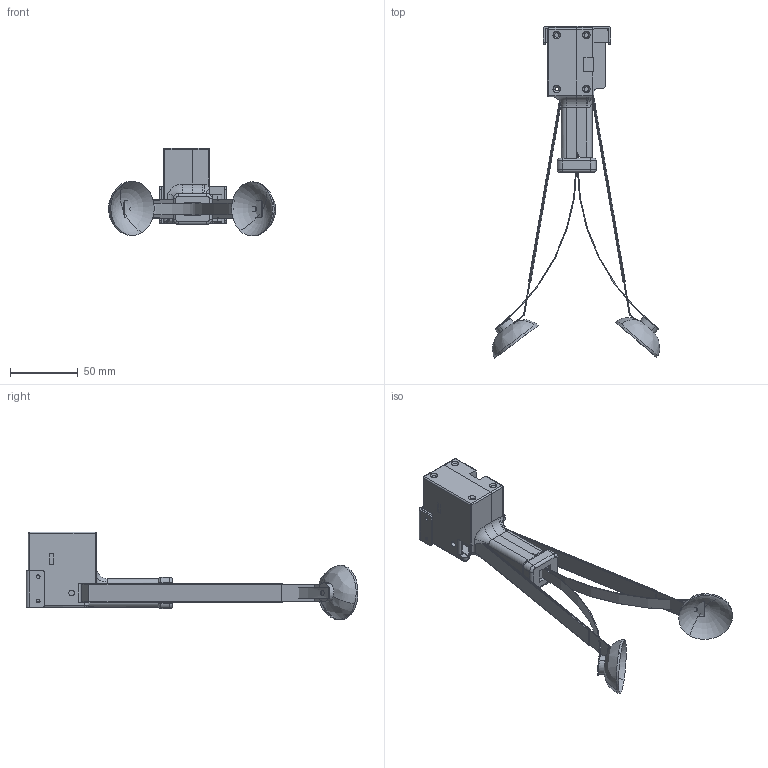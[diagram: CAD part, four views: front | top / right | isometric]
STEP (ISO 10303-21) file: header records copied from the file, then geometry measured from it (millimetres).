
FILE_DESCRIPTION (( 'STEP AP214' ), '1' );
FILE_NAME ('ASM-210_Straight_Gripper_simple.STEP', '2023-01-04T20:41:05', ( '' ), ( '' ), 'SwSTEP 2.0', 'SolidWorks 2018', '' );
FILE_SCHEMA (( 'AUTOMOTIVE_DESIGN' ));
Length unit declared in the file: millimetre
Products named in the file (1): ASM-210_Straight_Gripper_simple
Bounding box: 123.83 x 245.62 x 64.96 mm (x, y, z)
Surface area: 62857.3 mm2 (no closed solid volume)
Topology: 0 solids, 16 shells, 285 faces, 907 edges, 621 vertices
Faces by surface type: plane 119, cylinder 117, torus 20, cone 16, bspline 9, sphere 4
Entity records: 13957 total; most frequent: CARTESIAN_POINT 2734, DIRECTION 1714, ORIENTED_EDGE 1551, EDGE_CURVE 899, VERTEX_POINT 621, AXIS2_PLACEMENT_3D 588, VECTOR 538, LINE 538
